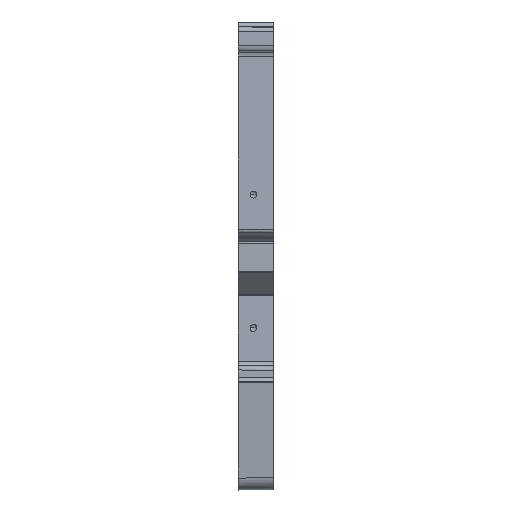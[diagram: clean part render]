
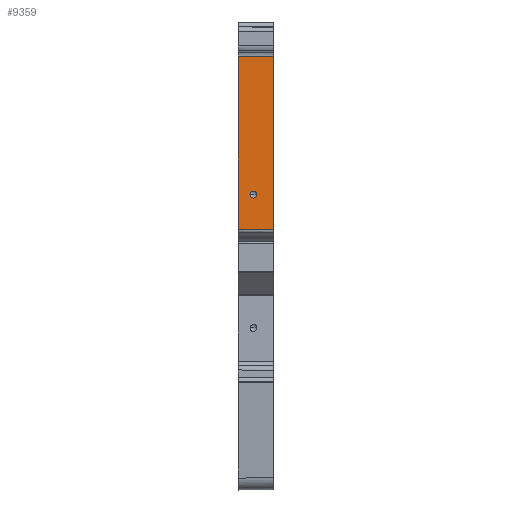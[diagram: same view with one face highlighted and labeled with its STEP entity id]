
A CAD part, left-side view. The second image highlights one B-rep face of the part: STEP entity #9359.
In plain terms, the highlighted face is planar.
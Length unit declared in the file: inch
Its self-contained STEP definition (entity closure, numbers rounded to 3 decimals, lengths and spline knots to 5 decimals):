
#5 = CARTESIAN_POINT ( 'NONE',  ( 0., 3.87804, -0.36114 ) ) ;
#28 = CARTESIAN_POINT ( 'NONE',  ( 0., 3.95369, -0.36114 ) ) ;
#684 = EDGE_CURVE ( 'NONE', #53411, #4041, #39904, .T. ) ;
#2025 = EDGE_CURVE ( 'NONE', #54618, #53411, #5931, .T. ) ;
#2571 = ORIENTED_EDGE ( 'NONE', *, *, #18839, .T. ) ;
#3071 = FACE_OUTER_BOUND ( 'NONE', #6348, .T. ) ;
#3189 = CARTESIAN_POINT ( 'NONE',  ( -0.16758, 2.63752, -0.35968 ) ) ;
#3887 = PLANE ( 'NONE',  #28483 ) ;
#4041 = VERTEX_POINT ( 'NONE', #27747 ) ;
#5931 = B_SPLINE_CURVE_WITH_KNOTS ( 'NONE', 3,
 ( #14744, #6723, #49013, #49557 ),
 .UNSPECIFIED., .F., .F.,
 ( 4, 4 ),
 ( 0., 0.5 ),
 .UNSPECIFIED. ) ;
#6124 = EDGE_CURVE ( 'NONE', #52587, #37511, #42414, .T. ) ;
#6348 = EDGE_LOOP ( 'NONE', ( #26209, #31641, #2571, #18699 ) ) ;
#6573 = VERTEX_POINT ( 'NONE', #7947 ) ;
#6723 = CARTESIAN_POINT ( 'NONE',  ( -0.1055, 2.62657, -0.36022 ) ) ;
#6789 = DIRECTION ( 'NONE',  ( 0., -1., 0. ) ) ;
#6802 = CARTESIAN_POINT ( 'NONE',  ( -0.12323, 2.65891, -0.36007 ) ) ;
#7400 = CARTESIAN_POINT ( 'NONE',  ( -0.16759, 2.62969, -0.35968 ) ) ;
#7845 = EDGE_CURVE ( 'NONE', #4041, #6573, #31115, .T. ) ;
#7886 = CARTESIAN_POINT ( 'NONE',  ( -0.14661, 2.66014, -0.35986 ) ) ;
#7947 = CARTESIAN_POINT ( 'NONE',  ( -0.16759, 2.62969, -0.35968 ) ) ;
#8009 = DIRECTION ( 'NONE',  ( 0., 1., 0. ) ) ;
#8317 = DIRECTION ( 'NONE',  ( -0.009, 0., -1. ) ) ;
#9077 = EDGE_LOOP ( 'NONE', ( #28301, #23402, #18316, #37246 ) ) ;
#9359 = ADVANCED_FACE ( 'NONE', ( #53944, #3071 ), #3887, .T. ) ;
#11144 = VERTEX_POINT ( 'NONE', #17504 ) ;
#11221 = CARTESIAN_POINT ( 'NONE',  ( -0.10574, 2.63437, -0.36022 ) ) ;
#13195 = EDGE_CURVE ( 'NONE', #44740, #11144, #15988, .T. ) ;
#14744 = CARTESIAN_POINT ( 'NONE',  ( -0.10574, 2.62501, -0.36022 ) ) ;
#14880 = CARTESIAN_POINT ( 'NONE',  ( -0.11101, 2.6102, -0.36017 ) ) ;
#15102 = CARTESIAN_POINT ( 'NONE',  ( -0.11102, 2.64917, -0.36017 ) ) ;
#15375 = CARTESIAN_POINT ( 'NONE',  ( -0.13104, 2.6613, -0.36 ) ) ;
#15799 = DIRECTION ( 'NONE',  ( -1., 0., 0.009 ) ) ;
#15919 = CARTESIAN_POINT ( 'NONE',  ( -0.16759, 2.62969, -0.35968 ) ) ;
#15988 = B_SPLINE_CURVE_WITH_KNOTS ( 'NONE', 3,
 ( #29525, #54694, #22513, #25371 ),
 .UNSPECIFIED., .F., .F.,
 ( 4, 4 ),
 ( 0., 1. ),
 .UNSPECIFIED. ) ;
#16148 = CARTESIAN_POINT ( 'NONE',  ( -0.10538, 2.63125, -0.36022 ) ) ;
#16389 = VECTOR ( 'NONE', #8009, 39.37008 ) ;
#17504 = CARTESIAN_POINT ( 'NONE',  ( -0.31693, 2.31188, -0.35838 ) ) ;
#17651 = EDGE_CURVE ( 'NONE', #37511, #44740, #45748, .T. ) ;
#18316 = ORIENTED_EDGE ( 'NONE', *, *, #7845, .T. ) ;
#18699 = ORIENTED_EDGE ( 'NONE', *, *, #6124, .T. ) ;
#18839 = EDGE_CURVE ( 'NONE', #11144, #52587, #30096, .T. ) ;
#19561 = CARTESIAN_POINT ( 'NONE',  ( -0.16459, 2.61424, -0.3597 ) ) ;
#21001 = CARTESIAN_POINT ( 'NONE',  ( -0.10564, 3.87829, -0.36022 ) ) ;
#21807 = CARTESIAN_POINT ( 'NONE',  ( -0.10538, 2.62969, -0.36022 ) ) ;
#22513 = CARTESIAN_POINT ( 'NONE',  ( -0.21129, 2.31302, -0.3593 ) ) ;
#23402 = ORIENTED_EDGE ( 'NONE', *, *, #684, .T. ) ;
#23928 = CARTESIAN_POINT ( 'NONE',  ( -0.10692, 2.64212, -0.36021 ) ) ;
#24258 = CARTESIAN_POINT ( 'NONE',  ( -0.1676, 2.62186, -0.35968 ) ) ;
#24756 = CARTESIAN_POINT ( 'NONE',  ( -0.10574, 2.62501, -0.36022 ) ) ;
#25284 = CARTESIAN_POINT ( 'NONE',  ( -0.15395, 2.6566, -0.3598 ) ) ;
#25371 = CARTESIAN_POINT ( 'NONE',  ( -0.31693, 2.31188, -0.35838 ) ) ;
#26209 = ORIENTED_EDGE ( 'NONE', *, *, #17651, .T. ) ;
#27747 = CARTESIAN_POINT ( 'NONE',  ( -0.10574, 2.63437, -0.36022 ) ) ;
#27764 = CARTESIAN_POINT ( 'NONE',  ( -0.1055, 2.63281, -0.36022 ) ) ;
#28301 = ORIENTED_EDGE ( 'NONE', *, *, #2025, .T. ) ;
#28308 = CARTESIAN_POINT ( 'NONE',  ( -0.10574, 2.63437, -0.36022 ) ) ;
#28483 = AXIS2_PLACEMENT_3D ( 'NONE', #28, #8317, #15799 ) ;
#29525 = CARTESIAN_POINT ( 'NONE',  ( 0., 2.3153, -0.36114 ) ) ;
#29703 = CARTESIAN_POINT ( 'NONE',  ( -0.16461, 2.64514, -0.3597 ) ) ;
#30096 = LINE ( 'NONE', #50296, #16389 ) ;
#31115 = B_SPLINE_CURVE_WITH_KNOTS ( 'NONE', 3,
 ( #11221, #23928, #15102, #6802, #15375, #7886, #25284, #29703, #3189, #15919 ),
 .UNSPECIFIED., .F., .F.,
 ( 4, 2, 2, 2, 4 ),
 ( 0., 0.125, 0.25, 0.375, 0.5 ),
 .UNSPECIFIED. ) ;
#31281 = B_SPLINE_CURVE_WITH_KNOTS ( 'NONE', 3,
 ( #7400, #24258, #19561, #36437, #44707, #53296, #40024, #14880, #44430, #32282 ),
 .UNSPECIFIED., .F., .F.,
 ( 4, 2, 2, 2, 4 ),
 ( 0.5, 0.625, 0.75, 0.875, 1. ),
 .UNSPECIFIED. ) ;
#31641 = ORIENTED_EDGE ( 'NONE', *, *, #13195, .T. ) ;
#32282 = CARTESIAN_POINT ( 'NONE',  ( -0.10574, 2.62501, -0.36022 ) ) ;
#36437 = CARTESIAN_POINT ( 'NONE',  ( -0.15397, 2.60278, -0.3598 ) ) ;
#37246 = ORIENTED_EDGE ( 'NONE', *, *, #37966, .T. ) ;
#37511 = VERTEX_POINT ( 'NONE', #41372 ) ;
#37880 = CARTESIAN_POINT ( 'NONE',  ( -0.21129, 3.87853, -0.3593 ) ) ;
#37966 = EDGE_CURVE ( 'NONE', #6573, #54618, #31281, .T. ) ;
#39904 = B_SPLINE_CURVE_WITH_KNOTS ( 'NONE', 3,
 ( #49588, #16148, #27764, #28308 ),
 .UNSPECIFIED., .F., .F.,
 ( 4, 4 ),
 ( 0.5, 1. ),
 .UNSPECIFIED. ) ;
#40024 = CARTESIAN_POINT ( 'NONE',  ( -0.12324, 2.60048, -0.36007 ) ) ;
#40066 = CARTESIAN_POINT ( 'NONE',  ( 0., 2.3153, -0.36114 ) ) ;
#41040 = VECTOR ( 'NONE', #6789, 39.37008 ) ;
#41372 = CARTESIAN_POINT ( 'NONE',  ( 0., 3.87804, -0.36114 ) ) ;
#42414 = B_SPLINE_CURVE_WITH_KNOTS ( 'NONE', 3,
 ( #51131, #37880, #21001, #5 ),
 .UNSPECIFIED., .F., .F.,
 ( 4, 4 ),
 ( 0., 1. ),
 .UNSPECIFIED. ) ;
#44430 = CARTESIAN_POINT ( 'NONE',  ( -0.10692, 2.61724, -0.36021 ) ) ;
#44704 = CARTESIAN_POINT ( 'NONE',  ( -0.31693, 3.87878, -0.35838 ) ) ;
#44707 = CARTESIAN_POINT ( 'NONE',  ( -0.14661, 2.59925, -0.35986 ) ) ;
#44740 = VERTEX_POINT ( 'NONE', #40066 ) ;
#45748 = LINE ( 'NONE', #49354, #41040 ) ;
#49013 = CARTESIAN_POINT ( 'NONE',  ( -0.10538, 2.62813, -0.36022 ) ) ;
#49354 = CARTESIAN_POINT ( 'NONE',  ( 0., 3.95369, -0.36114 ) ) ;
#49557 = CARTESIAN_POINT ( 'NONE',  ( -0.10538, 2.62969, -0.36022 ) ) ;
#49588 = CARTESIAN_POINT ( 'NONE',  ( -0.10538, 2.62969, -0.36022 ) ) ;
#50296 = CARTESIAN_POINT ( 'NONE',  ( -0.31693, 3.95369, -0.35838 ) ) ;
#51131 = CARTESIAN_POINT ( 'NONE',  ( -0.31693, 3.87878, -0.35838 ) ) ;
#52587 = VERTEX_POINT ( 'NONE', #44704 ) ;
#53296 = CARTESIAN_POINT ( 'NONE',  ( -0.13104, 2.59807, -0.36 ) ) ;
#53411 = VERTEX_POINT ( 'NONE', #21807 ) ;
#53944 = FACE_BOUND ( 'NONE', #9077, .T. ) ;
#54618 = VERTEX_POINT ( 'NONE', #24756 ) ;
#54694 = CARTESIAN_POINT ( 'NONE',  ( -0.10564, 2.31416, -0.36022 ) ) ;
